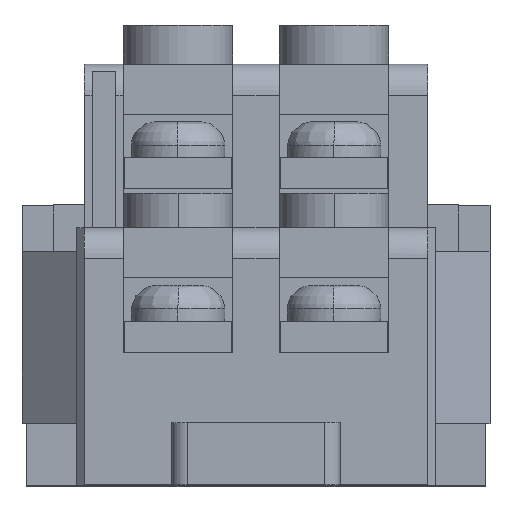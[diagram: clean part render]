
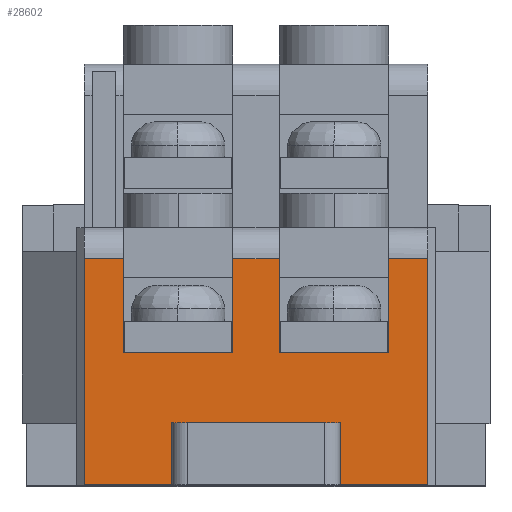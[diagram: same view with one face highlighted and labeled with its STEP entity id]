
A CAD part, top view. The second image highlights one B-rep face of the part: STEP entity #28602.
In plain terms, the highlighted planar face has unit normal (0, 0, 1).
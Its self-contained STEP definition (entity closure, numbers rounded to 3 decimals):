
#1327 = CARTESIAN_POINT ( 'NONE',  ( 1.5, 8.5, 34.5 ) ) ;
#2134 = ORIENTED_EDGE ( 'NONE', *, *, #29185, .F. ) ;
#2138 = ORIENTED_EDGE ( 'NONE', *, *, #32737, .F. ) ;
#2433 = CARTESIAN_POINT ( 'NONE',  ( -8.5, 14.5, 34.5 ) ) ;
#2948 = DIRECTION ( 'NONE',  ( -1., 0., 0. ) ) ;
#3163 = VERTEX_POINT ( 'NONE', #11676 ) ;
#3639 = LINE ( 'NONE', #22341, #20973 ) ;
#4376 = ORIENTED_EDGE ( 'NONE', *, *, #13166, .F. ) ;
#4473 = CARTESIAN_POINT ( 'NONE',  ( 4., 7.25, 34.5 ) ) ;
#4604 = LINE ( 'NONE', #9408, #13258 ) ;
#5577 = LINE ( 'NONE', #21031, #29299 ) ;
#5758 = VERTEX_POINT ( 'NONE', #10518 ) ;
#5828 = ORIENTED_EDGE ( 'NONE', *, *, #23060, .F. ) ;
#5837 = ORIENTED_EDGE ( 'NONE', *, *, #26365, .F. ) ;
#5971 = ORIENTED_EDGE ( 'NONE', *, *, #33732, .F. ) ;
#6111 = FACE_OUTER_BOUND ( 'NONE', #18283, .T. ) ;
#6468 = VECTOR ( 'NONE', #22856, 1000. ) ;
#6909 = VERTEX_POINT ( 'NONE', #1327 ) ;
#6961 = DIRECTION ( 'NONE',  ( 0., 0., -1. ) ) ;
#7144 = LINE ( 'NONE', #24725, #19046 ) ;
#7944 = DIRECTION ( 'NONE',  ( 1., 0., 0. ) ) ;
#8058 = EDGE_CURVE ( 'NONE', #22700, #5758, #5577, .T. ) ;
#9408 = CARTESIAN_POINT ( 'NONE',  ( 8.5, 7.25, 34.5 ) ) ;
#9536 = CARTESIAN_POINT ( 'NONE',  ( -11., 0., 34.5 ) ) ;
#9867 = PLANE ( 'NONE',  #29166 ) ;
#10024 = VERTEX_POINT ( 'NONE', #13400 ) ;
#10161 = VECTOR ( 'NONE', #25172, 1000. ) ;
#10518 = CARTESIAN_POINT ( 'NONE',  ( -8.5, 8.5, 34.5 ) ) ;
#10793 = LINE ( 'NONE', #21257, #29195 ) ;
#10827 = EDGE_CURVE ( 'NONE', #6909, #23417, #20510, .T. ) ;
#11198 = VERTEX_POINT ( 'NONE', #21703 ) ;
#11676 = CARTESIAN_POINT ( 'NONE',  ( 4., 0., 34.5 ) ) ;
#11817 = DIRECTION ( 'NONE',  ( -1., 0., 0. ) ) ;
#11855 = LINE ( 'NONE', #21814, #27072 ) ;
#12206 = CARTESIAN_POINT ( 'NONE',  ( 0., 14.5, 34.5 ) ) ;
#12379 = LINE ( 'NONE', #12206, #6468 ) ;
#13166 = EDGE_CURVE ( 'NONE', #28349, #18063, #18267, .T. ) ;
#13258 = VECTOR ( 'NONE', #22625, 1000. ) ;
#13400 = CARTESIAN_POINT ( 'NONE',  ( 4., 4., 34.5 ) ) ;
#14697 = CARTESIAN_POINT ( 'NONE',  ( 0., 8.5, 34.5 ) ) ;
#15019 = DIRECTION ( 'NONE',  ( 0., 1., 0. ) ) ;
#15530 = CARTESIAN_POINT ( 'NONE',  ( 11., 0., 34.5 ) ) ;
#15671 = LINE ( 'NONE', #15839, #31696 ) ;
#15839 = CARTESIAN_POINT ( 'NONE',  ( 0., 14.5, 34.5 ) ) ;
#15858 = ORIENTED_EDGE ( 'NONE', *, *, #23565, .F. ) ;
#15982 = LINE ( 'NONE', #26464, #28040 ) ;
#16299 = ORIENTED_EDGE ( 'NONE', *, *, #26714, .F. ) ;
#16601 = VECTOR ( 'NONE', #22918, 1000. ) ;
#16605 = EDGE_CURVE ( 'NONE', #29893, #22700, #12379, .T. ) ;
#17175 = EDGE_CURVE ( 'NONE', #18445, #29893, #7144, .T. ) ;
#17418 = LINE ( 'NONE', #22417, #29192 ) ;
#18063 = VERTEX_POINT ( 'NONE', #25487 ) ;
#18267 = LINE ( 'NONE', #28752, #22283 ) ;
#18283 = EDGE_LOOP ( 'NONE', ( #5828, #15858, #5971, #30500, #2134, #28675, #18545, #23574, #19812, #4376, #5837, #24382, #18374, #22145, #2138, #16299 ) ) ;
#18369 = EDGE_CURVE ( 'NONE', #18063, #11198, #15671, .T. ) ;
#18374 = ORIENTED_EDGE ( 'NONE', *, *, #16605, .F. ) ;
#18445 = VERTEX_POINT ( 'NONE', #31291 ) ;
#18545 = ORIENTED_EDGE ( 'NONE', *, *, #10827, .F. ) ;
#18622 = VERTEX_POINT ( 'NONE', #21497 ) ;
#18894 = CARTESIAN_POINT ( 'NONE',  ( -11., 14.5, 34.5 ) ) ;
#19046 = VECTOR ( 'NONE', #25852, 1000. ) ;
#19539 = LINE ( 'NONE', #30018, #32013 ) ;
#19812 = ORIENTED_EDGE ( 'NONE', *, *, #18369, .F. ) ;
#20510 = LINE ( 'NONE', #14697, #10161 ) ;
#20973 = VECTOR ( 'NONE', #26798, 1000. ) ;
#20993 = VERTEX_POINT ( 'NONE', #30694 ) ;
#21031 = CARTESIAN_POINT ( 'NONE',  ( -8.5, 7.25, 34.5 ) ) ;
#21135 = LINE ( 'NONE', #31611, #16601 ) ;
#21192 = DIRECTION ( 'NONE',  ( 0., 1., 0. ) ) ;
#21257 = CARTESIAN_POINT ( 'NONE',  ( 11., 7.25, 34.5 ) ) ;
#21497 = CARTESIAN_POINT ( 'NONE',  ( -4., 4., 34.5 ) ) ;
#21703 = CARTESIAN_POINT ( 'NONE',  ( 1.5, 14.5, 34.5 ) ) ;
#21747 = VERTEX_POINT ( 'NONE', #15530 ) ;
#21814 = CARTESIAN_POINT ( 'NONE',  ( 0., 0., 34.5 ) ) ;
#22051 = VECTOR ( 'NONE', #25589, 1000. ) ;
#22145 = ORIENTED_EDGE ( 'NONE', *, *, #17175, .F. ) ;
#22256 = CARTESIAN_POINT ( 'NONE',  ( 8.5, 14.5, 34.5 ) ) ;
#22283 = VECTOR ( 'NONE', #21192, 1000. ) ;
#22341 = CARTESIAN_POINT ( 'NONE',  ( -4., 7.25, 34.5 ) ) ;
#22417 = CARTESIAN_POINT ( 'NONE',  ( 1.5, 7.25, 34.5 ) ) ;
#22625 = DIRECTION ( 'NONE',  ( 0., 1., 0. ) ) ;
#22700 = VERTEX_POINT ( 'NONE', #2433 ) ;
#22856 = DIRECTION ( 'NONE',  ( 1., 0., 0. ) ) ;
#22918 = DIRECTION ( 'NONE',  ( 1., 0., 0. ) ) ;
#23060 = EDGE_CURVE ( 'NONE', #10024, #18622, #15982, .T. ) ;
#23291 = DIRECTION ( 'NONE',  ( 1., 0., 0. ) ) ;
#23417 = VERTEX_POINT ( 'NONE', #25251 ) ;
#23565 = EDGE_CURVE ( 'NONE', #3163, #10024, #25422, .T. ) ;
#23574 = ORIENTED_EDGE ( 'NONE', *, *, #29430, .F. ) ;
#24140 = CARTESIAN_POINT ( 'NONE',  ( -1.5, 8.5, 34.5 ) ) ;
#24382 = ORIENTED_EDGE ( 'NONE', *, *, #8058, .F. ) ;
#24448 = EDGE_CURVE ( 'NONE', #23417, #29778, #4604, .T. ) ;
#24725 = CARTESIAN_POINT ( 'NONE',  ( -11., 7.25, 34.5 ) ) ;
#25172 = DIRECTION ( 'NONE',  ( 1., 0., 0. ) ) ;
#25251 = CARTESIAN_POINT ( 'NONE',  ( 8.5, 8.5, 34.5 ) ) ;
#25287 = EDGE_CURVE ( 'NONE', #20993, #21747, #10793, .T. ) ;
#25422 = LINE ( 'NONE', #4473, #22051 ) ;
#25487 = CARTESIAN_POINT ( 'NONE',  ( -1.5, 14.5, 34.5 ) ) ;
#25589 = DIRECTION ( 'NONE',  ( 0., 1., 0. ) ) ;
#25852 = DIRECTION ( 'NONE',  ( 0., 1., 0. ) ) ;
#26365 = EDGE_CURVE ( 'NONE', #5758, #28349, #21135, .T. ) ;
#26464 = CARTESIAN_POINT ( 'NONE',  ( 0., 4., 34.5 ) ) ;
#26714 = EDGE_CURVE ( 'NONE', #18622, #28003, #3639, .T. ) ;
#26798 = DIRECTION ( 'NONE',  ( 0., -1., 0. ) ) ;
#27072 = VECTOR ( 'NONE', #32963, 1000. ) ;
#28003 = VERTEX_POINT ( 'NONE', #33595 ) ;
#28040 = VECTOR ( 'NONE', #2948, 1000. ) ;
#28269 = LINE ( 'NONE', #28947, #31911 ) ;
#28349 = VERTEX_POINT ( 'NONE', #24140 ) ;
#28585 = DIRECTION ( 'NONE',  ( 0., -1., 0. ) ) ;
#28602 = ADVANCED_FACE ( 'NONE', ( #6111 ), #9867, .F. ) ;
#28675 = ORIENTED_EDGE ( 'NONE', *, *, #24448, .F. ) ;
#28752 = CARTESIAN_POINT ( 'NONE',  ( -1.5, 7.25, 34.5 ) ) ;
#28947 = CARTESIAN_POINT ( 'NONE',  ( 0., 14.5, 34.5 ) ) ;
#29166 = AXIS2_PLACEMENT_3D ( 'NONE', #9536, #6961, #15019 ) ;
#29185 = EDGE_CURVE ( 'NONE', #29778, #20993, #28269, .T. ) ;
#29192 = VECTOR ( 'NONE', #33227, 1000. ) ;
#29195 = VECTOR ( 'NONE', #33633, 1000. ) ;
#29299 = VECTOR ( 'NONE', #28585, 1000. ) ;
#29430 = EDGE_CURVE ( 'NONE', #11198, #6909, #17418, .T. ) ;
#29778 = VERTEX_POINT ( 'NONE', #22256 ) ;
#29893 = VERTEX_POINT ( 'NONE', #18894 ) ;
#30018 = CARTESIAN_POINT ( 'NONE',  ( 0., 0., 34.5 ) ) ;
#30500 = ORIENTED_EDGE ( 'NONE', *, *, #25287, .F. ) ;
#30694 = CARTESIAN_POINT ( 'NONE',  ( 11., 14.5, 34.5 ) ) ;
#31291 = CARTESIAN_POINT ( 'NONE',  ( -11., 0., 34.5 ) ) ;
#31611 = CARTESIAN_POINT ( 'NONE',  ( -5., 8.5, 34.5 ) ) ;
#31696 = VECTOR ( 'NONE', #7944, 1000. ) ;
#31911 = VECTOR ( 'NONE', #23291, 1000. ) ;
#32013 = VECTOR ( 'NONE', #11817, 1000. ) ;
#32737 = EDGE_CURVE ( 'NONE', #28003, #18445, #11855, .T. ) ;
#32963 = DIRECTION ( 'NONE',  ( -1., 0., 0. ) ) ;
#33227 = DIRECTION ( 'NONE',  ( 0., -1., 0. ) ) ;
#33595 = CARTESIAN_POINT ( 'NONE',  ( -4., 0., 34.5 ) ) ;
#33633 = DIRECTION ( 'NONE',  ( 0., -1., 0. ) ) ;
#33732 = EDGE_CURVE ( 'NONE', #21747, #3163, #19539, .T. ) ;
